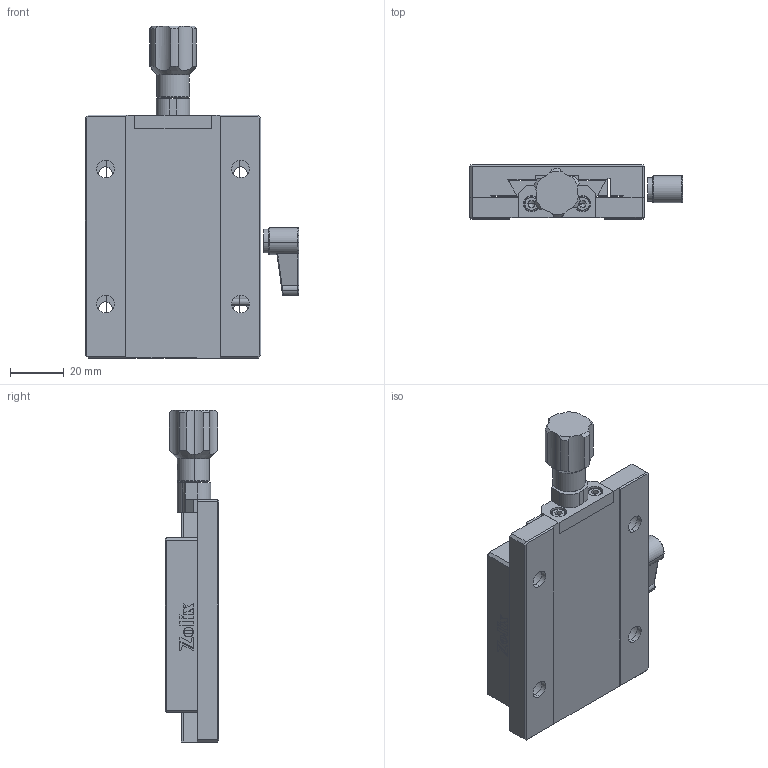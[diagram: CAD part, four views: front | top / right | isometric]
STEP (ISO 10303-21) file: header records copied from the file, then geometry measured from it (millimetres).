
FILE_DESCRIPTION (( 'STEP AP203' ), '1' );
FILE_NAME ('DSM50S-6590L.step', '2019-05-08T10:12:40', ( '' ), ( '' ), 'SwSTEP 2.0', 'SolidWorks 2017', '' );
FILE_SCHEMA (( 'CONFIG_CONTROL_DESIGN' ));
Length unit declared in the file: millimetre
Products named in the file (1): DSM50S-6590L
Bounding box: 79 x 20 x 123 mm (x, y, z)
Surface area: 32780.1 mm2 (no closed solid volume)
Topology: 0 solids, 14 shells, 349 faces, 1217 edges, 839 vertices
Faces by surface type: plane 201, cylinder 97, cone 24, torus 22, bspline 5
Entity records: 13413 total; most frequent: CARTESIAN_POINT 2949, DIRECTION 2159, ORIENTED_EDGE 1955, EDGE_CURVE 1205, VECTOR 845, LINE 845, VERTEX_POINT 839, AXIS2_PLACEMENT_3D 657
